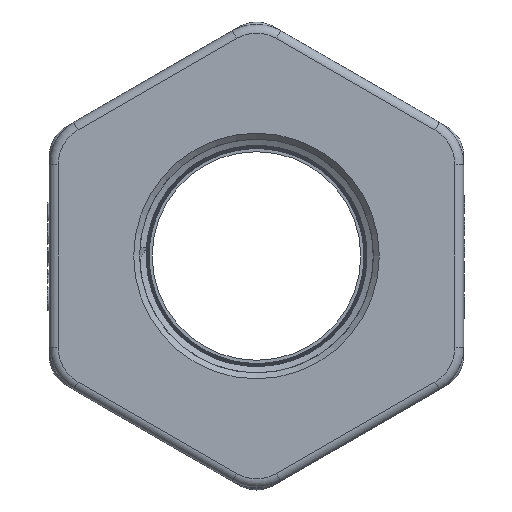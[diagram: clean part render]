
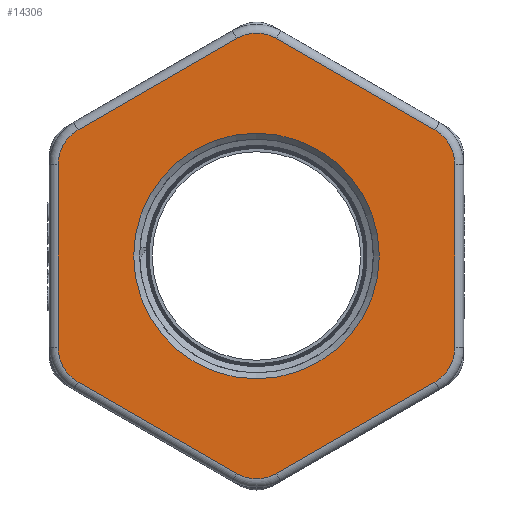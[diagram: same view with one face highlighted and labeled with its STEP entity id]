
A CAD part, left-side view. The second image highlights one B-rep face of the part: STEP entity #14306.
In plain terms, the highlighted planar face has unit normal (-1, 0, 0).
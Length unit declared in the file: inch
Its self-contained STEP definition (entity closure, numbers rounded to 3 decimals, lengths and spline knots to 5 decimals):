
#60=FACE_BOUND('',#4822,.T.);
#526=LINE('',#27533,#2020);
#527=LINE('',#27542,#2021);
#529=LINE('',#27552,#2023);
#531=LINE('',#27564,#2025);
#533=LINE('',#27576,#2027);
#534=LINE('',#27585,#2028);
#2020=VECTOR('',#16355,0.3937);
#2021=VECTOR('',#16368,0.3937);
#2023=VECTOR('',#16380,0.3937);
#2025=VECTOR('',#16394,0.3937);
#2027=VECTOR('',#16408,0.3937);
#2028=VECTOR('',#16421,0.3937);
#3972=FACE_OUTER_BOUND('',#4821,.T.);
#4821=EDGE_LOOP('',(#9909,#9910,#9911,#9912,#9913,#9914,#9915,#9916,#9917,
#9918,#9919,#9920));
#4822=EDGE_LOOP('',(#9921));
#5725=CIRCLE('',#15242,0.41);
#5728=CIRCLE('',#15247,0.41);
#5732=CIRCLE('',#15253,0.41);
#5736=CIRCLE('',#15259,0.41);
#5740=CIRCLE('',#15265,0.41);
#5742=CIRCLE('',#15269,0.41);
#5743=CIRCLE('',#15274,1.26);
#6091=VERTEX_POINT('',#27530);
#6092=VERTEX_POINT('',#27532);
#6093=VERTEX_POINT('',#27536);
#6094=VERTEX_POINT('',#27540);
#6095=VERTEX_POINT('',#27544);
#6096=VERTEX_POINT('',#27548);
#6098=VERTEX_POINT('',#27554);
#6100=VERTEX_POINT('',#27560);
#6102=VERTEX_POINT('',#27566);
#6104=VERTEX_POINT('',#27572);
#6106=VERTEX_POINT('',#27578);
#6107=VERTEX_POINT('',#27583);
#6108=VERTEX_POINT('',#27595);
#7569=EDGE_CURVE('',#6091,#6092,#526,.T.);
#7572=EDGE_CURVE('',#6092,#6093,#5725,.T.);
#7574=EDGE_CURVE('',#6093,#6094,#527,.T.);
#7576=EDGE_CURVE('',#6094,#6095,#5728,.T.);
#7579=EDGE_CURVE('',#6095,#6096,#529,.T.);
#7582=EDGE_CURVE('',#6096,#6098,#5732,.T.);
#7585=EDGE_CURVE('',#6098,#6100,#531,.T.);
#7588=EDGE_CURVE('',#6100,#6102,#5736,.T.);
#7591=EDGE_CURVE('',#6102,#6104,#533,.T.);
#7594=EDGE_CURVE('',#6104,#6106,#5740,.T.);
#7596=EDGE_CURVE('',#6106,#6107,#534,.T.);
#7597=EDGE_CURVE('',#6107,#6091,#5742,.T.);
#7601=EDGE_CURVE('',#6108,#6108,#5743,.T.);
#9909=ORIENTED_EDGE('',*,*,#7569,.F.);
#9910=ORIENTED_EDGE('',*,*,#7597,.F.);
#9911=ORIENTED_EDGE('',*,*,#7596,.F.);
#9912=ORIENTED_EDGE('',*,*,#7594,.F.);
#9913=ORIENTED_EDGE('',*,*,#7591,.F.);
#9914=ORIENTED_EDGE('',*,*,#7588,.F.);
#9915=ORIENTED_EDGE('',*,*,#7585,.F.);
#9916=ORIENTED_EDGE('',*,*,#7582,.F.);
#9917=ORIENTED_EDGE('',*,*,#7579,.F.);
#9918=ORIENTED_EDGE('',*,*,#7576,.F.);
#9919=ORIENTED_EDGE('',*,*,#7574,.F.);
#9920=ORIENTED_EDGE('',*,*,#7572,.F.);
#9921=ORIENTED_EDGE('',*,*,#7601,.T.);
#13726=PLANE('',#15273);
#14306=ADVANCED_FACE('',(#3972,#60),#13726,.T.);
#15242=AXIS2_PLACEMENT_3D('',#27538,#16362,#16363);
#15247=AXIS2_PLACEMENT_3D('',#27546,#16373,#16374);
#15253=AXIS2_PLACEMENT_3D('',#27558,#16387,#16388);
#15259=AXIS2_PLACEMENT_3D('',#27570,#16401,#16402);
#15265=AXIS2_PLACEMENT_3D('',#27581,#16415,#16416);
#15269=AXIS2_PLACEMENT_3D('',#27587,#16424,#16425);
#15273=AXIS2_PLACEMENT_3D('',#27594,#16435,#16436);
#15274=AXIS2_PLACEMENT_3D('',#27596,#16437,#16438);
#16355=DIRECTION('',(0.,-0.866,0.5));
#16362=DIRECTION('center_axis',(1.,0.,0.));
#16363=DIRECTION('ref_axis',(0.,0.,1.));
#16368=DIRECTION('',(0.,-0.866,-0.5));
#16373=DIRECTION('center_axis',(1.,0.,0.));
#16374=DIRECTION('ref_axis',(0.,-0.866,0.5));
#16380=DIRECTION('',(0.,0.,-1.));
#16387=DIRECTION('center_axis',(1.,0.,0.));
#16388=DIRECTION('ref_axis',(0.,-0.866,-0.5));
#16394=DIRECTION('',(0.,0.866,-0.5));
#16401=DIRECTION('center_axis',(1.,0.,0.));
#16402=DIRECTION('ref_axis',(0.,0.,-1.));
#16408=DIRECTION('',(0.,0.866,0.5));
#16415=DIRECTION('center_axis',(1.,0.,0.));
#16416=DIRECTION('ref_axis',(0.,0.866,-0.5));
#16421=DIRECTION('',(0.,0.,1.));
#16424=DIRECTION('center_axis',(1.,0.,0.));
#16425=DIRECTION('ref_axis',(0.,0.866,0.5));
#16435=DIRECTION('center_axis',(-1.,0.,0.));
#16436=DIRECTION('ref_axis',(0.,0.,1.));
#16437=DIRECTION('center_axis',(1.,0.,0.));
#16438=DIRECTION('ref_axis',(0.,1.,0.));
#27530=CARTESIAN_POINT('',(0.,1.83,1.29326));
#27532=CARTESIAN_POINT('',(0.,0.205,2.23146));
#27533=CARTESIAN_POINT('',(0.,1.12094,1.70264));
#27536=CARTESIAN_POINT('',(0.,-0.205,2.23146));
#27538=CARTESIAN_POINT('Origin',(0.,0.,1.87639));
#27540=CARTESIAN_POINT('',(0.,-1.83,1.29326));
#27542=CARTESIAN_POINT('',(0.,-0.91406,1.82208));
#27544=CARTESIAN_POINT('',(0.,-2.035,0.93819));
#27546=CARTESIAN_POINT('Origin',(0.,-1.625,0.93819));
#27548=CARTESIAN_POINT('',(0.,-2.035,-0.93819));
#27552=CARTESIAN_POINT('',(0.,-2.035,-0.61343));
#27554=CARTESIAN_POINT('',(0.,-1.83,-1.29326));
#27558=CARTESIAN_POINT('Origin',(0.,-1.625,-0.93819));
#27560=CARTESIAN_POINT('',(0.,-0.205,-2.23146));
#27564=CARTESIAN_POINT('',(0.,0.14844,-2.43552));
#27566=CARTESIAN_POINT('',(0.,0.205,-2.23146));
#27570=CARTESIAN_POINT('Origin',(0.,0.,-1.87639));
#27572=CARTESIAN_POINT('',(0.,1.83,-1.29326));
#27576=CARTESIAN_POINT('',(0.,2.18344,-1.08921));
#27578=CARTESIAN_POINT('',(0.,2.035,-0.93819));
#27581=CARTESIAN_POINT('Origin',(0.,1.625,-0.93819));
#27583=CARTESIAN_POINT('',(0.,2.035,0.93819));
#27585=CARTESIAN_POINT('',(0.,2.035,0.61343));
#27587=CARTESIAN_POINT('Origin',(0.,1.625,0.93819));
#27594=CARTESIAN_POINT('Origin',(0.,1.6925,0.));
#27595=CARTESIAN_POINT('',(0.,1.26,0.));
#27596=CARTESIAN_POINT('Origin',(0.,0.,0.));
